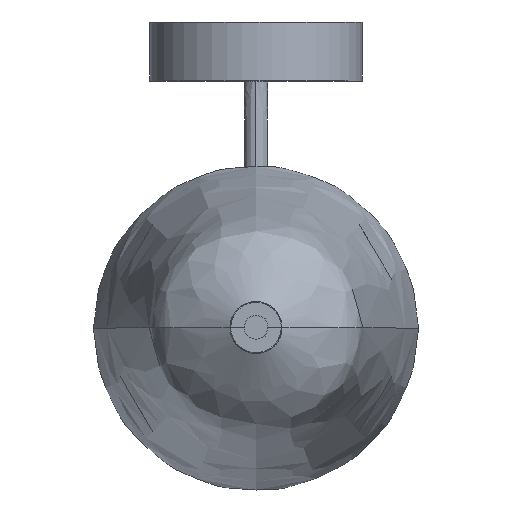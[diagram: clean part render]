
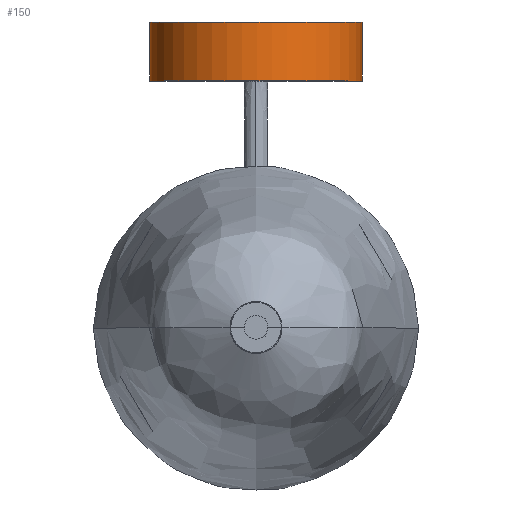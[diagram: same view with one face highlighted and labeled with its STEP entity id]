
A CAD part, top view. The second image highlights one B-rep face of the part: STEP entity #150.
In plain terms, the highlighted free-form (B-spline) face has degree [2, 1] with [5, 2] control points.
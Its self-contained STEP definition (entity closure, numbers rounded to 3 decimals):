
#150=ADVANCED_FACE('',(#201),#760,.T.);
#201=FACE_OUTER_BOUND('',#252,.T.);
#252=EDGE_LOOP('',(#419,#420,#421,#422));
#419=ORIENTED_EDGE('',*,*,#538,.T.);
#420=ORIENTED_EDGE('',*,*,#537,.F.);
#421=ORIENTED_EDGE('',*,*,#536,.F.);
#422=ORIENTED_EDGE('',*,*,#535,.T.);
#535=EDGE_CURVE('',#706,#708,#611,.T.);
#536=EDGE_CURVE('',#706,#707,#612,.T.);
#537=EDGE_CURVE('',#707,#709,#613,.T.);
#538=EDGE_CURVE('',#708,#709,#614,.T.);
#611=(
BOUNDED_CURVE()
B_SPLINE_CURVE(2,(#2096,#2097,#2098,#2099,#2100),.UNSPECIFIED.,.F.,.F.)
B_SPLINE_CURVE_WITH_KNOTS((3,2,3),(0.,70.686,141.372),
 .UNSPECIFIED.)
CURVE()
GEOMETRIC_REPRESENTATION_ITEM()
RATIONAL_B_SPLINE_CURVE((1.,0.707,1.,0.707,1.))
REPRESENTATION_ITEM('')
);
#612=(
BOUNDED_CURVE()
B_SPLINE_CURVE(1,(#2101,#2102),.UNSPECIFIED.,.F.,.F.)
B_SPLINE_CURVE_WITH_KNOTS((2,2),(0.,25.),.UNSPECIFIED.)
CURVE()
GEOMETRIC_REPRESENTATION_ITEM()
RATIONAL_B_SPLINE_CURVE((1.,1.))
REPRESENTATION_ITEM('')
);
#613=(
BOUNDED_CURVE()
B_SPLINE_CURVE(2,(#2103,#2104,#2105,#2106,#2107),.UNSPECIFIED.,.F.,.F.)
B_SPLINE_CURVE_WITH_KNOTS((3,2,3),(0.,70.686,141.372),
 .UNSPECIFIED.)
CURVE()
GEOMETRIC_REPRESENTATION_ITEM()
RATIONAL_B_SPLINE_CURVE((1.,0.707,1.,0.707,1.))
REPRESENTATION_ITEM('')
);
#614=(
BOUNDED_CURVE()
B_SPLINE_CURVE(1,(#2108,#2109),.UNSPECIFIED.,.F.,.F.)
B_SPLINE_CURVE_WITH_KNOTS((2,2),(0.,25.),.UNSPECIFIED.)
CURVE()
GEOMETRIC_REPRESENTATION_ITEM()
RATIONAL_B_SPLINE_CURVE((1.,1.))
REPRESENTATION_ITEM('')
);
#706=VERTEX_POINT('',#2092);
#707=VERTEX_POINT('',#2093);
#708=VERTEX_POINT('',#2094);
#709=VERTEX_POINT('',#2095);
#760=(
BOUNDED_SURFACE()
B_SPLINE_SURFACE(2,1,((#2070,#2071),(#2072,#2073),(#2074,#2075),(#2076,
#2077),(#2078,#2079)),.UNSPECIFIED.,.F.,.F.,.F.)
B_SPLINE_SURFACE_WITH_KNOTS((3,2,3),(2,2),(0.,70.686,141.372),
(0.,25.),.UNSPECIFIED.)
GEOMETRIC_REPRESENTATION_ITEM()
RATIONAL_B_SPLINE_SURFACE(((1.,1.),(0.707,0.707),
(1.,1.),(0.707,0.707),(1.,1.)))
REPRESENTATION_ITEM('')
SURFACE()
);
#2070=CARTESIAN_POINT('',(-843.823,130.,129.446));
#2071=CARTESIAN_POINT('',(-843.823,105.,129.446));
#2072=CARTESIAN_POINT('',(-843.823,130.,174.446));
#2073=CARTESIAN_POINT('',(-843.823,105.,174.446));
#2074=CARTESIAN_POINT('',(-888.823,130.,174.446));
#2075=CARTESIAN_POINT('',(-888.823,105.,174.446));
#2076=CARTESIAN_POINT('',(-933.823,130.,174.446));
#2077=CARTESIAN_POINT('',(-933.823,105.,174.446));
#2078=CARTESIAN_POINT('',(-933.823,130.,129.446));
#2079=CARTESIAN_POINT('',(-933.823,105.,129.446));
#2092=CARTESIAN_POINT('',(-843.823,130.,129.446));
#2093=CARTESIAN_POINT('',(-843.823,105.,129.446));
#2094=CARTESIAN_POINT('',(-933.823,130.,129.446));
#2095=CARTESIAN_POINT('',(-933.823,105.,129.446));
#2096=CARTESIAN_POINT('',(-843.823,130.,129.446));
#2097=CARTESIAN_POINT('',(-843.823,130.,174.446));
#2098=CARTESIAN_POINT('',(-888.823,130.,174.446));
#2099=CARTESIAN_POINT('',(-933.823,130.,174.446));
#2100=CARTESIAN_POINT('',(-933.823,130.,129.446));
#2101=CARTESIAN_POINT('',(-843.823,130.,129.446));
#2102=CARTESIAN_POINT('',(-843.823,105.,129.446));
#2103=CARTESIAN_POINT('',(-843.823,105.,129.446));
#2104=CARTESIAN_POINT('',(-843.823,105.,174.446));
#2105=CARTESIAN_POINT('',(-888.823,105.,174.446));
#2106=CARTESIAN_POINT('',(-933.823,105.,174.446));
#2107=CARTESIAN_POINT('',(-933.823,105.,129.446));
#2108=CARTESIAN_POINT('',(-933.823,130.,129.446));
#2109=CARTESIAN_POINT('',(-933.823,105.,129.446));
